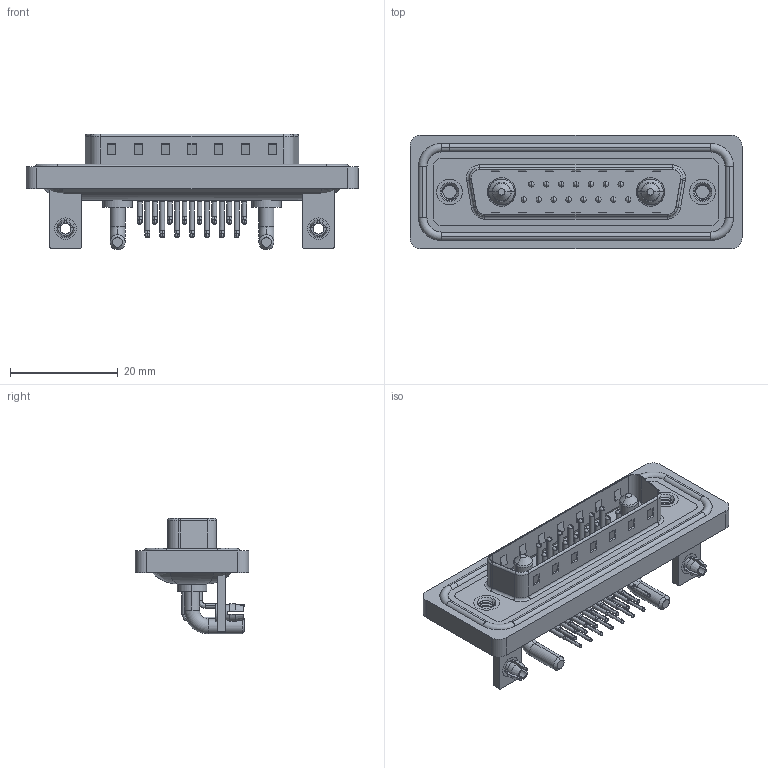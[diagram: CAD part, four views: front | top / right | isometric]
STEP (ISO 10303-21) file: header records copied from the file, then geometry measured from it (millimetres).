
FILE_DESCRIPTION (( 'STEP AP203' ), '1' );
FILE_NAME ('629W17W2240-2NB.STEP', '2024-04-11T16:41:43', ( '' ), ( '' ), 'SwSTEP 2.0', 'SolidWorks 2023', '' );
FILE_SCHEMA (( 'CONFIG_CONTROL_DESIGN' ));
Length unit declared in the file: millimetre
Products named in the file (11): 629W17W2240-2NB; 629Combo Contact Row 1; 629Combo Threaded Rivet_B; 629Combo Board Lock; 629Combo Stabilizer Bracket; 629Combo Contact Row 2; 629Combo Shell Rear_25 Contacts; Power Pin_20A RA; 629Combo Shell Front_25 Contacts; 629Combo Waterproof Housing_25 Contacts; 629Combo Housing_17W2
Assembly tree (27 placements, depth 2):
  629W17W2240-2NB
    629Combo Housing_17W2
    629Combo Shell Rear_25 Contacts
    629Combo Shell Front_25 Contacts
    629Combo Waterproof Housing_25 Contacts
    629Combo Threaded Rivet_B  x2
    629Combo Stabilizer Bracket  x2
    629Combo Board Lock  x2
    Power Pin_20A RA  x2
    629Combo Contact Row 1  x7
    629Combo Contact Row 2  x8
Bounding box: 61.75 x 21.1 x 21.5 mm (x, y, z)
Volume: 7820.2 mm3; surface area: 13399.4 mm2
Topology: 30 solids, 30 shells, 2349 faces, 6429 edges, 4163 vertices
Faces by surface type: plane 1257, cylinder 820, bspline 102, cone 98, torus 72
Entity records: 30735 total; most frequent: CARTESIAN_POINT 6750, DIRECTION 4877, ORIENTED_EDGE 4548, EDGE_CURVE 2274, AXIS2_PLACEMENT_3D 1777, VERTEX_POINT 1468, LINE 1323, VECTOR 1323
